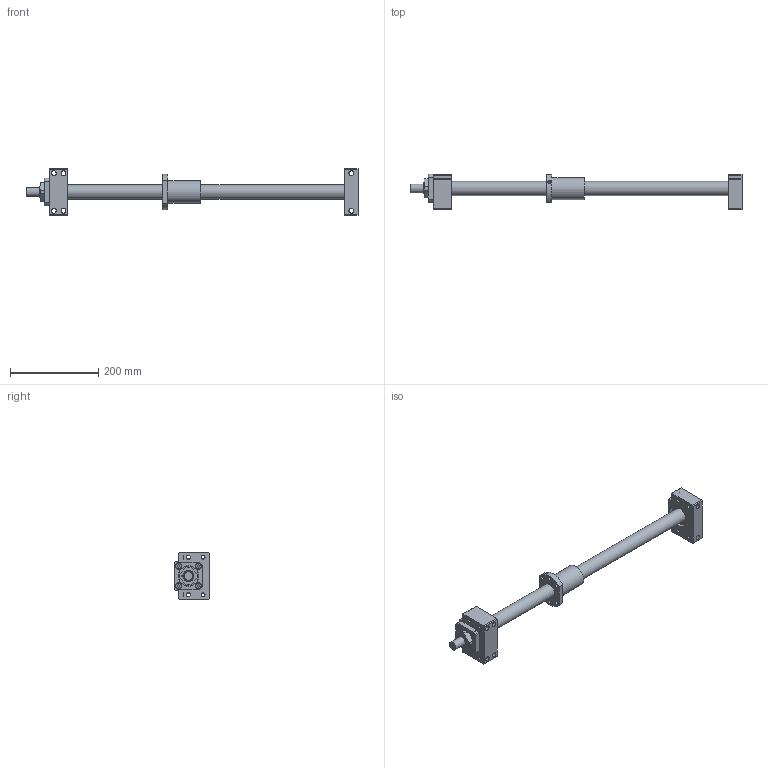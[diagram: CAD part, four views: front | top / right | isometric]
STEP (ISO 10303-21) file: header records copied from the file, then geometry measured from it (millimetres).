
FILE_DESCRIPTION(/* description */ ('','CAx-IF Rec.Pracs.---Representation and Presentation of Product Manufacturing Information (PMI)---4.0---2014-10-13'),/* implementation_level */ '2;1');
FILE_NAME(/* name */ 'F2RFU-3210-0750-BK25-BF25ASM v1.step',/* time_stamp */ '2024-12-17T10:42:30-05:00',/* author */ (''),/* organization */ (''),/* preprocessor_version */ 'ST-DEVELOPER v20',/* originating_system */ 'Autodesk Translation Framework v13.20.0.188',/* authorisation */ '');
FILE_SCHEMA (('AP242_MANAGED_MODEL_BASED_3D_ENGINEERING_MIM_LF { 1 0 10303 442 1 1 4 }'));
Length unit declared in the file: millimetre
Products named in the file (12): F2RFU-3210-0750-BK25-BF25ASM; 32xx_750; Screw32; BF25EndMach; BK25EndMach; BF25; BF 25 Part1; BF 25 Part2; BK25Yes; BK 25; BK 25collar; 32 x 10 Ball Nut
Assembly tree (11 placements, depth 3):
  F2RFU-3210-0750-BK25-BF25ASM
    32xx_750
      Screw32
      BF25EndMach
      BK25EndMach
    BF25
      BF 25 Part1
      BF 25 Part2
    BK25Yes
      BK 25
      BK 25collar
    32 x 10 Ball Nut
Bounding box: 752.5 x 80 x 106 mm (x, y, z)
Volume: 1186315.1 mm3; surface area: 218128.8 mm2
Topology: 8 solids, 9 shells, 243 faces, 633 edges, 429 vertices
Faces by surface type: plane 133, cylinder 86, cone 19, torus 5
Full cylindrical faces by diameter (mm): 5 x2, 6.8 x1, 9 x26, 11 x6, 12.8 x4, 13.8 x4, 17.5 x6, 20 x1, 23.376 x1, 23.9 x1, 24.884 x1, 25 x5, 31 x1, 31.3 x2, 32 x1, 32.1 x1, 33 x1, 33.6 x2, 39.6 x2, 43.4 x2, 45 x2, 45.1 x1, 50 x1, 52 x2
Entity records: 8991 total; most frequent: CARTESIAN_POINT 2543, ORIENTED_EDGE 1266, DIRECTION 1251, EDGE_CURVE 633, AXIS2_PLACEMENT_3D 462, VERTEX_POINT 429, EDGE_LOOP 340, LINE 327
